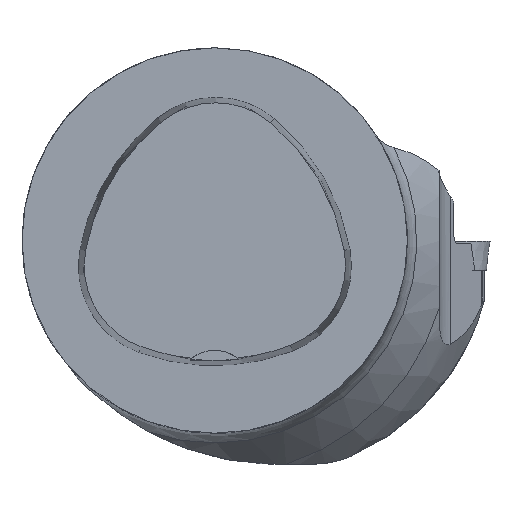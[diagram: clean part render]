
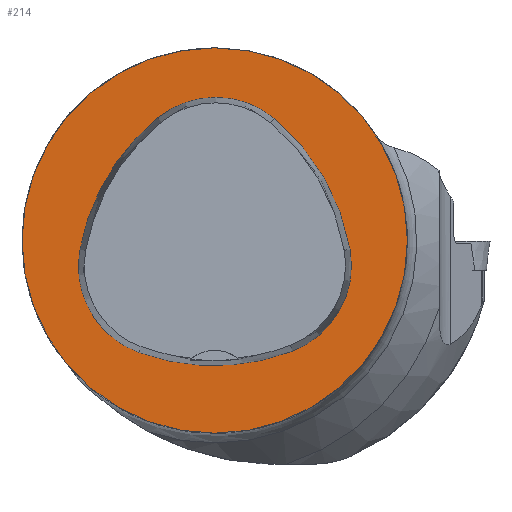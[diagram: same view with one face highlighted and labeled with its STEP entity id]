
A CAD part, top view. The second image highlights one B-rep face of the part: STEP entity #214.
In plain terms, the highlighted planar face has unit normal (0, 0, 1).
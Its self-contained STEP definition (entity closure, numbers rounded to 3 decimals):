
#116=FACE_BOUND('',#360,.T.);
#117=FACE_BOUND('',#361,.T.);
#150=CIRCLE('',#1185,31.5);
#155=CIRCLE('',#1214,36.);
#157=CIRCLE('',#1217,15.);
#159=CIRCLE('',#1220,36.);
#161=CIRCLE('',#1223,15.);
#165=CIRCLE('',#1228,36.);
#167=CIRCLE('',#1231,15.);
#214=ADVANCED_FACE('',(#116,#117),#249,.T.);
#249=PLANE('',#1236);
#360=EDGE_LOOP('',(#668,#669,#670,#671,#672,#673));
#361=EDGE_LOOP('',(#674));
#668=ORIENTED_EDGE('',*,*,#959,.T.);
#669=ORIENTED_EDGE('',*,*,#939,.T.);
#670=ORIENTED_EDGE('',*,*,#943,.T.);
#671=ORIENTED_EDGE('',*,*,#946,.T.);
#672=ORIENTED_EDGE('',*,*,#949,.T.);
#673=ORIENTED_EDGE('',*,*,#957,.T.);
#674=ORIENTED_EDGE('',*,*,#889,.F.);
#781=VERTEX_POINT('',#1755);
#812=VERTEX_POINT('',#1978);
#813=VERTEX_POINT('',#1979);
#816=VERTEX_POINT('',#1987);
#818=VERTEX_POINT('',#1993);
#820=VERTEX_POINT('',#1999);
#827=VERTEX_POINT('',#2020);
#889=EDGE_CURVE('',#781,#781,#150,.T.);
#939=EDGE_CURVE('',#812,#813,#155,.T.);
#943=EDGE_CURVE('',#813,#816,#157,.T.);
#946=EDGE_CURVE('',#816,#818,#159,.T.);
#949=EDGE_CURVE('',#818,#820,#161,.T.);
#957=EDGE_CURVE('',#820,#827,#165,.T.);
#959=EDGE_CURVE('',#827,#812,#167,.T.);
#1185=AXIS2_PLACEMENT_3D('',#1754,#1363,#1364);
#1214=AXIS2_PLACEMENT_3D('',#1977,#1439,#1440);
#1217=AXIS2_PLACEMENT_3D('',#1986,#1447,#1448);
#1220=AXIS2_PLACEMENT_3D('',#1992,#1454,#1455);
#1223=AXIS2_PLACEMENT_3D('',#1998,#1461,#1462);
#1228=AXIS2_PLACEMENT_3D('',#2021,#1473,#1474);
#1231=AXIS2_PLACEMENT_3D('',#2024,#1479,#1480);
#1236=AXIS2_PLACEMENT_3D('',#2029,#1489,#1490);
#1363=DIRECTION('',(0.,0.,-1.));
#1364=DIRECTION('',(-1.,0.,0.));
#1439=DIRECTION('',(0.,0.,-1.));
#1440=DIRECTION('',(-1.,0.,0.));
#1447=DIRECTION('',(0.,0.,-1.));
#1448=DIRECTION('',(-1.,0.,0.));
#1454=DIRECTION('',(0.,0.,-1.));
#1455=DIRECTION('',(-1.,0.,0.));
#1461=DIRECTION('',(0.,0.,-1.));
#1462=DIRECTION('',(-1.,0.,0.));
#1473=DIRECTION('',(0.,0.,-1.));
#1474=DIRECTION('',(-1.,0.,0.));
#1479=DIRECTION('',(0.,0.,-1.));
#1480=DIRECTION('',(-1.,0.,0.));
#1489=DIRECTION('',(0.,0.,1.));
#1490=DIRECTION('',(-1.,0.,0.));
#1754=CARTESIAN_POINT('',(0.,0.,0.));
#1755=CARTESIAN_POINT('',(-31.5,0.,0.));
#1977=CARTESIAN_POINT('',(13.398,-7.893,0.));
#1978=CARTESIAN_POINT('',(-22.041,-1.562,0.));
#1979=CARTESIAN_POINT('',(-9.317,20.036,0.));
#1986=CARTESIAN_POINT('',(0.148,8.399,0.));
#1987=CARTESIAN_POINT('',(9.779,19.898,0.));
#1992=CARTESIAN_POINT('',(-13.337,-7.7,0.));
#1993=CARTESIAN_POINT('',(22.122,-1.48,0.));
#1998=CARTESIAN_POINT('',(7.347,-4.071,0.));
#1999=CARTESIAN_POINT('',(12.693,-18.087,0.));
#2020=CARTESIAN_POINT('',(-12.373,-18.307,0.));
#2021=CARTESIAN_POINT('',(-0.137,15.55,0.));
#2024=CARTESIAN_POINT('',(-7.275,-4.2,0.));
#2029=CARTESIAN_POINT('',(0.,0.,0.));
